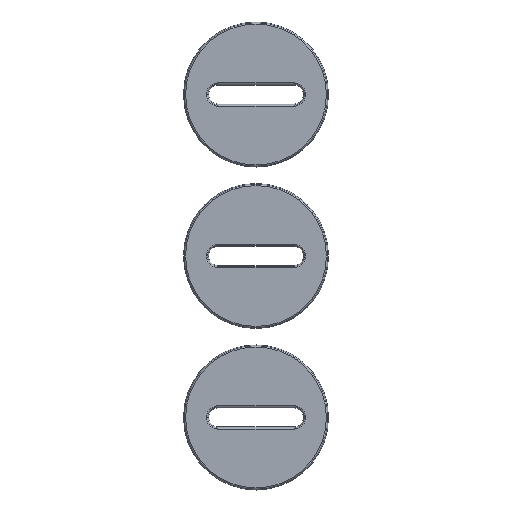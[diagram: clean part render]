
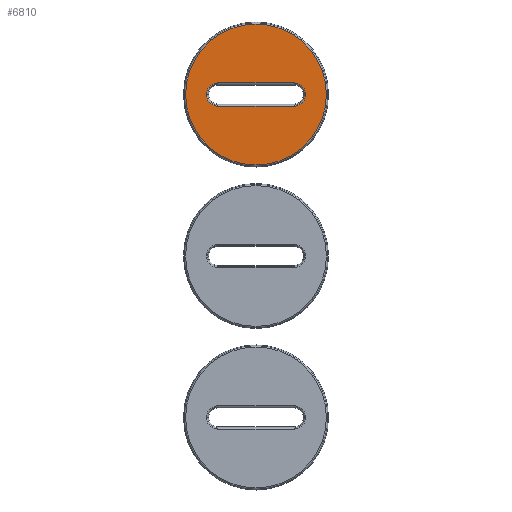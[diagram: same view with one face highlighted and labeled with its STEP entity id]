
A CAD part, top view. The second image highlights one B-rep face of the part: STEP entity #6810.
In plain terms, the highlighted planar face has unit normal (0, 0, 1).
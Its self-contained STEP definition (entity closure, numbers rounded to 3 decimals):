
#5584=CARTESIAN_POINT('',(0.,1104.,9.5));
#5585=DIRECTION('',(0.,0.,-1.));
#5586=DIRECTION('',(-1.,0.,0.));
#5587=AXIS2_PLACEMENT_3D('',#5584,#5585,#5586);
#5592=CARTESIAN_POINT('',(0.,1104.,9.5));
#5593=DIRECTION('',(0.,0.,-1.));
#5594=DIRECTION('',(1.,0.,0.));
#5595=AXIS2_PLACEMENT_3D('',#5592,#5593,#5594);
#5600=DIRECTION('',(1.,0.,0.));
#5601=VECTOR('',#5600,260.);
#5602=CARTESIAN_POINT('',(-130.,1143.712,9.5));
#5603=LINE('',#5602,#5601);
#5607=CARTESIAN_POINT('',(-130.,1104.,9.5));
#5608=DIRECTION('',(0.,0.,-1.));
#5609=DIRECTION('',(0.,-1.,0.));
#5610=AXIS2_PLACEMENT_3D('',#5607,#5608,#5609);
#5615=DIRECTION('',(-1.,0.,0.));
#5616=VECTOR('',#5615,260.);
#5617=CARTESIAN_POINT('',(130.,1064.288,9.5));
#5618=LINE('',#5617,#5616);
#5622=CARTESIAN_POINT('',(130.,1104.,9.5));
#5623=DIRECTION('',(0.,0.,-1.));
#5624=DIRECTION('',(0.,1.,0.));
#5625=AXIS2_PLACEMENT_3D('',#5622,#5623,#5624);
#6383=CARTESIAN_POINT('',(-240.788,1104.,9.5));
#6384=CARTESIAN_POINT('',(240.788,1104.,9.5));
#6385=VERTEX_POINT('',#6383);
#6386=VERTEX_POINT('',#6384);
#6387=CARTESIAN_POINT('',(-130.,1143.712,9.5));
#6388=CARTESIAN_POINT('',(130.,1143.712,9.5));
#6389=VERTEX_POINT('',#6387);
#6390=VERTEX_POINT('',#6388);
#6395=CARTESIAN_POINT('',(130.,1064.288,9.5));
#6396=VERTEX_POINT('',#6395);
#6399=CARTESIAN_POINT('',(-130.,1064.288,9.5));
#6400=VERTEX_POINT('',#6399);
#6790=CARTESIAN_POINT('',(0.,1104.,9.5));
#6791=DIRECTION('',(0.,0.,1.));
#6792=DIRECTION('',(1.,0.,0.));
#6793=AXIS2_PLACEMENT_3D('',#6790,#6791,#6792);
#6794=PLANE('',#6793);
#6796=ORIENTED_EDGE('',*,*,#6795,.T.);
#6798=ORIENTED_EDGE('',*,*,#6797,.T.);
#6799=EDGE_LOOP('',(#6796,#6798));
#6800=FACE_OUTER_BOUND('',#6799,.F.);
#6802=ORIENTED_EDGE('',*,*,#6801,.F.);
#6804=ORIENTED_EDGE('',*,*,#6803,.F.);
#6805=ORIENTED_EDGE('',*,*,#6780,.F.);
#6807=ORIENTED_EDGE('',*,*,#6806,.F.);
#6808=EDGE_LOOP('',(#6802,#6804,#6805,#6807));
#6809=FACE_BOUND('',#6808,.F.);
#5588=CIRCLE('',#5587,240.788);
#5596=CIRCLE('',#5595,240.788);
#5611=CIRCLE('',#5610,39.712);
#5626=CIRCLE('',#5625,39.712);
#6780=EDGE_CURVE('',#6396,#6400,#5618,.T.);
#6795=EDGE_CURVE('',#6385,#6386,#5588,.T.);
#6797=EDGE_CURVE('',#6386,#6385,#5596,.T.);
#6801=EDGE_CURVE('',#6389,#6390,#5603,.T.);
#6803=EDGE_CURVE('',#6400,#6389,#5611,.T.);
#6806=EDGE_CURVE('',#6390,#6396,#5626,.T.);
#6810=ADVANCED_FACE('',(#6800,#6809),#6794,.T.);
